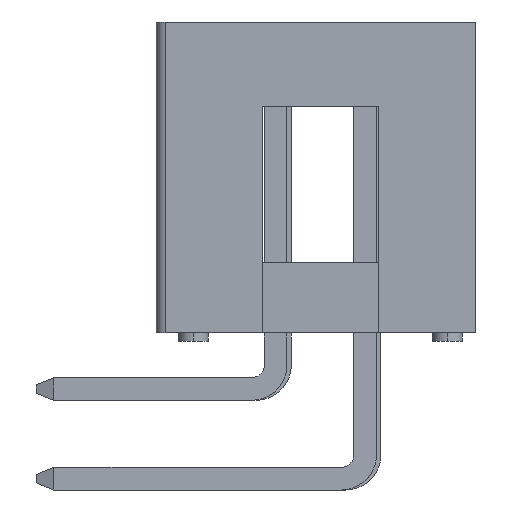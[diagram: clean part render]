
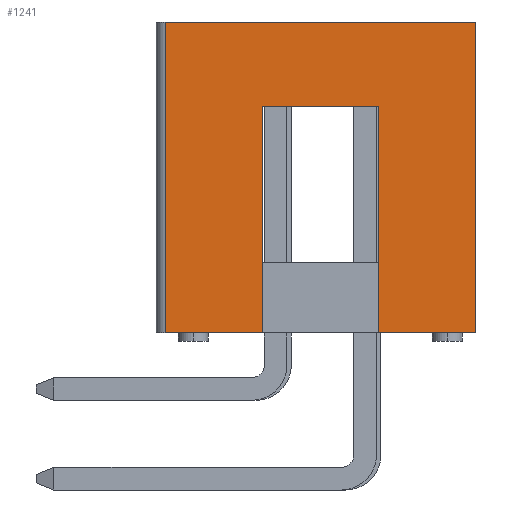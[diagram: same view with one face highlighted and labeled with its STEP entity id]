
A CAD part, left-side view. The second image highlights one B-rep face of the part: STEP entity #1241.
In plain terms, the highlighted planar face has unit normal (-1, 0, 0).
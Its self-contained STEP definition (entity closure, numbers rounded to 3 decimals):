
#1241=ADVANCED_FACE('',(#2559),#2560,.T.);
#2559=FACE_OUTER_BOUND('',#4101,.T.);
#2560=PLANE('',#4102);
#4101=EDGE_LOOP('',(#7188,#7189,#7190,#7191,#7192,#7193,#7194,#7195));
#4102=AXIS2_PLACEMENT_3D('',#7196,#7197,#7198);
#7188=ORIENTED_EDGE('',*,*,#9691,.T.);
#7189=ORIENTED_EDGE('',*,*,#9692,.T.);
#7190=ORIENTED_EDGE('',*,*,#9693,.F.);
#7191=ORIENTED_EDGE('',*,*,#9681,.T.);
#7192=ORIENTED_EDGE('',*,*,#9694,.T.);
#7193=ORIENTED_EDGE('',*,*,#9688,.F.);
#7194=ORIENTED_EDGE('',*,*,#9695,.F.);
#7195=ORIENTED_EDGE('',*,*,#9696,.F.);
#7196=CARTESIAN_POINT('',(-14.06,-4.4,-4.4));
#7197=DIRECTION('',(-1.0,0.0,0.0));
#7198=DIRECTION('',(0.0,0.0,1.0));
#9681=EDGE_CURVE('',#11678,#11676,#11679,.T.);
#9688=EDGE_CURVE('',#11689,#11691,#11692,.T.);
#9691=EDGE_CURVE('',#11695,#11696,#11697,.T.);
#9692=EDGE_CURVE('',#11696,#11698,#11699,.T.);
#9693=EDGE_CURVE('',#11678,#11698,#11700,.T.);
#9694=EDGE_CURVE('',#11676,#11691,#11701,.T.);
#9695=EDGE_CURVE('',#11702,#11689,#11703,.T.);
#9696=EDGE_CURVE('',#11695,#11702,#11704,.T.);
#11676=VERTEX_POINT('',#14513);
#11678=VERTEX_POINT('',#14516);
#11679=LINE('',#14517,#14518);
#11689=VERTEX_POINT('',#14532);
#11691=VERTEX_POINT('',#14535);
#11692=LINE('',#14536,#14537);
#11695=VERTEX_POINT('',#14541);
#11696=VERTEX_POINT('',#14542);
#11697=LINE('',#14543,#14544);
#11698=VERTEX_POINT('',#14545);
#11699=LINE('',#14546,#14547);
#11700=LINE('',#14548,#14549);
#11701=LINE('',#14550,#14551);
#11702=VERTEX_POINT('',#14552);
#11703=LINE('',#14553,#14554);
#11704=LINE('',#14555,#14556);
#14513=CARTESIAN_POINT('',(-14.06,-4.4,4.4));
#14516=CARTESIAN_POINT('',(-14.06,-4.4,-4.4));
#14517=CARTESIAN_POINT('',(-14.06,-4.4,-4.4));
#14518=VECTOR('',#16538,1000.0);
#14532=CARTESIAN_POINT('',(-14.06,4.4,-4.4));
#14535=CARTESIAN_POINT('',(-14.06,4.4,4.4));
#14536=CARTESIAN_POINT('',(-14.06,4.4,-4.4));
#14537=VECTOR('',#16544,1000.0);
#14541=CARTESIAN_POINT('',(-14.06,1.65,2.0));
#14542=CARTESIAN_POINT('',(-14.06,-1.65,2.0));
#14543=CARTESIAN_POINT('',(-14.06,1.65,2.0));
#14544=VECTOR('',#16546,1000.0);
#14545=CARTESIAN_POINT('',(-14.06,-1.65,-4.4));
#14546=CARTESIAN_POINT('',(-14.06,-1.65,2.0));
#14547=VECTOR('',#16547,1000.0);
#14548=CARTESIAN_POINT('',(-14.06,-4.4,-4.4));
#14549=VECTOR('',#16548,1000.0);
#14550=CARTESIAN_POINT('',(-14.06,-4.4,4.4));
#14551=VECTOR('',#16549,1000.0);
#14552=CARTESIAN_POINT('',(-14.06,1.65,-4.4));
#14553=CARTESIAN_POINT('',(-14.06,-4.4,-4.4));
#14554=VECTOR('',#16550,1000.0);
#14555=CARTESIAN_POINT('',(-14.06,1.65,2.0));
#14556=VECTOR('',#16551,1000.0);
#16538=DIRECTION('',(0.0,0.0,1.0));
#16544=DIRECTION('',(0.0,0.0,1.0));
#16546=DIRECTION('',(0.0,-1.0,0.0));
#16547=DIRECTION('',(0.0,0.0,-1.0));
#16548=DIRECTION('',(0.0,1.0,0.0));
#16549=DIRECTION('',(0.0,1.0,0.0));
#16550=DIRECTION('',(0.0,1.0,0.0));
#16551=DIRECTION('',(0.0,0.0,-1.0));
